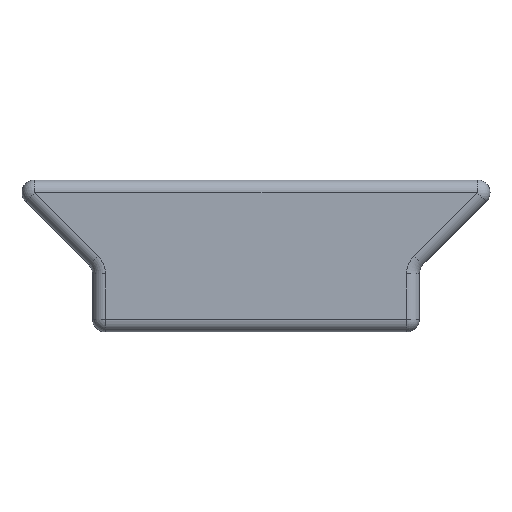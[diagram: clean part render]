
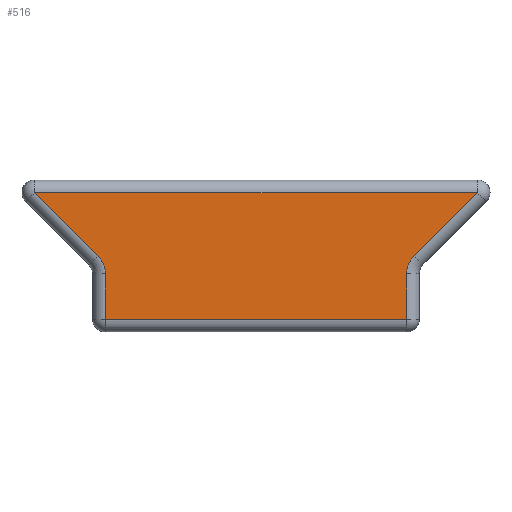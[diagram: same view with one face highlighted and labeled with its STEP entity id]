
A CAD part, top view. The second image highlights one B-rep face of the part: STEP entity #516.
In plain terms, the highlighted planar face has unit normal (0, 0, 1).
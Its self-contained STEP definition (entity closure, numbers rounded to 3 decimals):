
#22=PLANE('',#596);
#31=LINE('',#810,#71);
#37=LINE('',#847,#77);
#41=LINE('',#867,#81);
#43=LINE('',#870,#83);
#46=LINE('',#874,#86);
#48=LINE('',#877,#88);
#71=VECTOR('',#641,10.);
#77=VECTOR('',#681,10.);
#81=VECTOR('',#703,10.);
#83=VECTOR('',#707,10.);
#86=VECTOR('',#712,10.);
#88=VECTOR('',#716,10.);
#160=FACE_OUTER_BOUND('',#192,.T.);
#192=EDGE_LOOP('',(#450,#451,#452,#453,#454,#455,#456,#457));
#208=CIRCLE('',#549,4.);
#212=CIRCLE('',#558,4.);
#221=VERTEX_POINT('',#779);
#226=VERTEX_POINT('',#789);
#228=VERTEX_POINT('',#794);
#230=VERTEX_POINT('',#798);
#235=VERTEX_POINT('',#814);
#237=VERTEX_POINT('',#818);
#242=VERTEX_POINT('',#831);
#249=VERTEX_POINT('',#851);
#274=EDGE_CURVE('',#230,#228,#208,.T.);
#279=EDGE_CURVE('',#221,#230,#31,.T.);
#284=EDGE_CURVE('',#237,#235,#212,.T.);
#297=EDGE_CURVE('',#228,#242,#37,.T.);
#307=EDGE_CURVE('',#242,#249,#41,.T.);
#309=EDGE_CURVE('',#249,#237,#43,.T.);
#312=EDGE_CURVE('',#235,#226,#46,.T.);
#314=EDGE_CURVE('',#226,#221,#48,.T.);
#450=ORIENTED_EDGE('',*,*,#284,.F.);
#451=ORIENTED_EDGE('',*,*,#309,.F.);
#452=ORIENTED_EDGE('',*,*,#307,.F.);
#453=ORIENTED_EDGE('',*,*,#297,.F.);
#454=ORIENTED_EDGE('',*,*,#274,.F.);
#455=ORIENTED_EDGE('',*,*,#279,.F.);
#456=ORIENTED_EDGE('',*,*,#314,.F.);
#457=ORIENTED_EDGE('',*,*,#312,.F.);
#516=ADVANCED_FACE('',(#160),#22,.T.);
#549=AXIS2_PLACEMENT_3D('',#800,#629,#630);
#558=AXIS2_PLACEMENT_3D('',#820,#651,#652);
#596=AXIS2_PLACEMENT_3D('',#917,#759,#760);
#629=DIRECTION('center_axis',(0.,0.,1.));
#630=DIRECTION('ref_axis',(0.924,0.383,0.));
#641=DIRECTION('',(0.,1.,0.));
#651=DIRECTION('center_axis',(0.,0.,1.));
#652=DIRECTION('ref_axis',(-0.924,0.383,0.));
#681=DIRECTION('',(-0.707,0.707,0.));
#703=DIRECTION('',(1.,0.,0.));
#707=DIRECTION('',(-0.707,-0.707,0.));
#712=DIRECTION('',(0.,-1.,0.));
#716=DIRECTION('',(-1.,0.,0.));
#759=DIRECTION('center_axis',(0.,0.,1.));
#760=DIRECTION('ref_axis',(1.,0.,0.));
#779=CARTESIAN_POINT('',(-23.793,-7.5,5.));
#789=CARTESIAN_POINT('',(23.793,-7.5,5.));
#794=CARTESIAN_POINT('',(-24.964,2.5,5.));
#798=CARTESIAN_POINT('',(-23.793,-0.328,5.));
#800=CARTESIAN_POINT('Origin',(-27.793,-0.328,5.));
#810=CARTESIAN_POINT('',(-23.793,4.,5.));
#814=CARTESIAN_POINT('',(23.793,-0.328,5.));
#818=CARTESIAN_POINT('',(24.964,2.5,5.));
#820=CARTESIAN_POINT('Origin',(27.793,-0.328,5.));
#831=CARTESIAN_POINT('',(-34.964,12.5,5.));
#847=CARTESIAN_POINT('',(-26.68,4.216,5.));
#851=CARTESIAN_POINT('',(34.964,12.5,5.));
#867=CARTESIAN_POINT('',(19.896,12.5,5.));
#870=CARTESIAN_POINT('',(19.68,-2.784,5.));
#874=CARTESIAN_POINT('',(23.793,4.,5.));
#877=CARTESIAN_POINT('',(-12.896,-7.5,5.));
#917=CARTESIAN_POINT('Origin',(0.,7.5,5.));
